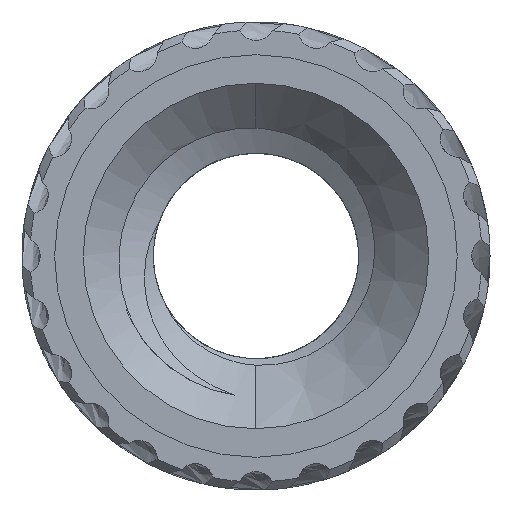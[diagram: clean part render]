
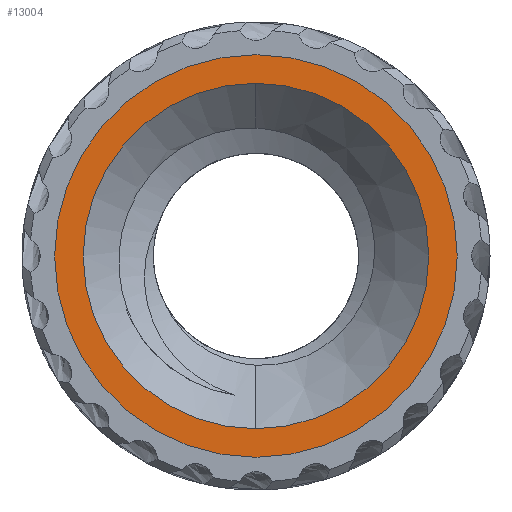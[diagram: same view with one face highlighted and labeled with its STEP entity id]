
A CAD part, front view. The second image highlights one B-rep face of the part: STEP entity #13004.
In plain terms, the highlighted planar face has unit normal (0, -1, 0).
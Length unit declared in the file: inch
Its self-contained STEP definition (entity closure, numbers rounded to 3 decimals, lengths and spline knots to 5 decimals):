
#74 = CARTESIAN_POINT ( 'NONE',  ( 0., 0., 0. ) ) ;
#1249 = DIRECTION ( 'NONE',  ( 1., 0., 0. ) ) ;
#1252 = CARTESIAN_POINT ( 'NONE',  ( 0., 0., 0. ) ) ;
#1710 = AXIS2_PLACEMENT_3D ( 'NONE', #1252, #9227, #2393 ) ;
#1937 = VERTEX_POINT ( 'NONE', #9476 ) ;
#2224 = ORIENTED_EDGE ( 'NONE', *, *, #6512, .T. ) ;
#2277 = ORIENTED_EDGE ( 'NONE', *, *, #2765, .F. ) ;
#2331 = CIRCLE ( 'NONE', #6771, 0.05278 ) ;
#2393 = DIRECTION ( 'NONE',  ( 1., 0., 0. ) ) ;
#2638 = EDGE_CURVE ( 'NONE', #2647, #2659, #10185, .T. ) ;
#2647 = VERTEX_POINT ( 'NONE', #4619 ) ;
#2659 = VERTEX_POINT ( 'NONE', #3430 ) ;
#2765 = EDGE_CURVE ( 'NONE', #4931, #1937, #9130, .T. ) ;
#3430 = CARTESIAN_POINT ( 'NONE',  ( 0.0615, 0., 0. ) ) ;
#3475 = FACE_BOUND ( 'NONE', #10826, .T. ) ;
#3827 = FACE_OUTER_BOUND ( 'NONE', #6336, .T. ) ;
#4191 = EDGE_CURVE ( 'NONE', #1937, #4931, #2331, .T. ) ;
#4619 = CARTESIAN_POINT ( 'NONE',  ( -0.0615, 0., 0. ) ) ;
#4635 = AXIS2_PLACEMENT_3D ( 'NONE', #12735, #5975, #13941 ) ;
#4872 = CARTESIAN_POINT ( 'NONE',  ( 0.0615, 0., 0. ) ) ;
#4915 = DIRECTION ( 'NONE',  ( 0., -1., 0. ) ) ;
#4931 = VERTEX_POINT ( 'NONE', #8460 ) ;
#5975 = DIRECTION ( 'NONE',  ( 0., -1., 0. ) ) ;
#6336 = EDGE_LOOP ( 'NONE', ( #2224, #6381 ) ) ;
#6381 = ORIENTED_EDGE ( 'NONE', *, *, #2638, .T. ) ;
#6512 = EDGE_CURVE ( 'NONE', #2659, #2647, #7520, .T. ) ;
#6771 = AXIS2_PLACEMENT_3D ( 'NONE', #13586, #6830, #14874 ) ;
#6830 = DIRECTION ( 'NONE',  ( 0., -1., 0. ) ) ;
#7520 = CIRCLE ( 'NONE', #1710, 0.0615 ) ;
#8128 = DIRECTION ( 'NONE',  ( 0., -1., 0. ) ) ;
#8460 = CARTESIAN_POINT ( 'NONE',  ( 0., 0., 0.05278 ) ) ;
#8883 = ORIENTED_EDGE ( 'NONE', *, *, #4191, .F. ) ;
#9130 = CIRCLE ( 'NONE', #4635, 0.05278 ) ;
#9227 = DIRECTION ( 'NONE',  ( 0., -1., 0. ) ) ;
#9476 = CARTESIAN_POINT ( 'NONE',  ( 0., 0., -0.05278 ) ) ;
#10185 = CIRCLE ( 'NONE', #12516, 0.0615 ) ;
#10611 = PLANE ( 'NONE',  #12916 ) ;
#10826 = EDGE_LOOP ( 'NONE', ( #8883, #2277 ) ) ;
#12516 = AXIS2_PLACEMENT_3D ( 'NONE', #74, #8128, #1249 ) ;
#12735 = CARTESIAN_POINT ( 'NONE',  ( 0., 0., 0. ) ) ;
#12840 = DIRECTION ( 'NONE',  ( 1., 0., 0. ) ) ;
#12916 = AXIS2_PLACEMENT_3D ( 'NONE', #4872, #4915, #12840 ) ;
#13004 = ADVANCED_FACE ( 'NONE', ( #3475, #3827 ), #10611, .T. ) ;
#13586 = CARTESIAN_POINT ( 'NONE',  ( 0., 0., 0. ) ) ;
#13941 = DIRECTION ( 'NONE',  ( 1., 0., 0. ) ) ;
#14874 = DIRECTION ( 'NONE',  ( 1., 0., 0. ) ) ;
